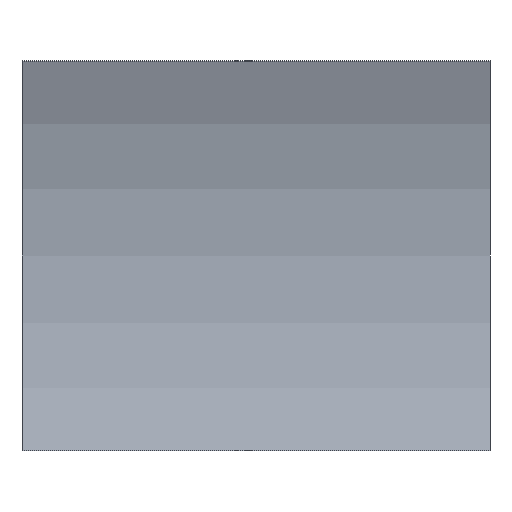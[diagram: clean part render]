
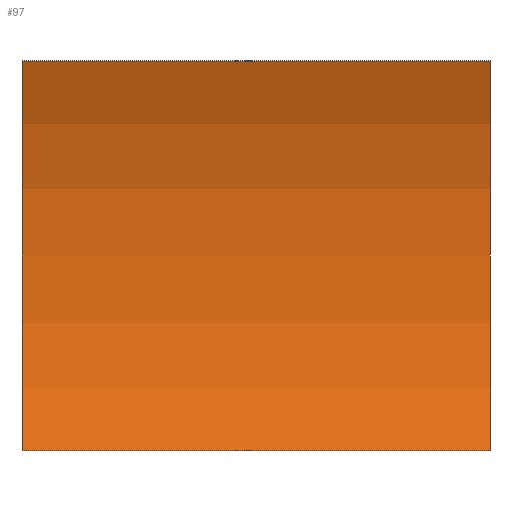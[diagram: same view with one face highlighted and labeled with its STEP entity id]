
A CAD part, left-side view. The second image highlights one B-rep face of the part: STEP entity #97.
In plain terms, the highlighted cylindrical face has radius 12.93 mm (diameter 25.86 mm), a partial arc.
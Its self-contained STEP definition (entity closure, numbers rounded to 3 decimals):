
#6 = DIRECTION ( 'NONE',  ( 0., -1., 0. ) ) ;
#9 = DIRECTION ( 'NONE',  ( 0., -1., 0. ) ) ;
#21 = AXIS2_PLACEMENT_3D ( 'NONE', #104, #6, #93 ) ;
#32 = CARTESIAN_POINT ( 'NONE',  ( -3.006, 0., 10. ) ) ;
#41 = DIRECTION ( 'NONE',  ( 0., 0., -1. ) ) ;
#42 = CARTESIAN_POINT ( 'NONE',  ( -3.006, 12., 10. ) ) ;
#46 = VECTOR ( 'NONE', #94, 1000. ) ;
#53 = VERTEX_POINT ( 'NONE', #96 ) ;
#54 = VERTEX_POINT ( 'NONE', #198 ) ;
#78 = LINE ( 'NONE', #42, #46 ) ;
#81 = CYLINDRICAL_SURFACE ( 'NONE', #188, 12.93 ) ;
#85 = LINE ( 'NONE', #137, #159 ) ;
#91 = EDGE_LOOP ( 'NONE', ( #100, #172, #124, #101 ) ) ;
#93 = DIRECTION ( 'NONE',  ( 0., 0., 1. ) ) ;
#94 = DIRECTION ( 'NONE',  ( 0., -1., 0. ) ) ;
#96 = CARTESIAN_POINT ( 'NONE',  ( -3.006, 12., 0. ) ) ;
#97 = ADVANCED_FACE ( 'NONE', ( #169 ), #81, .F. ) ;
#100 = ORIENTED_EDGE ( 'NONE', *, *, #134, .T. ) ;
#101 = ORIENTED_EDGE ( 'NONE', *, *, #147, .T. ) ;
#104 = CARTESIAN_POINT ( 'NONE',  ( -14.93, 0., 5. ) ) ;
#106 = CARTESIAN_POINT ( 'NONE',  ( -14.93, 12., 5. ) ) ;
#115 = CIRCLE ( 'NONE', #129, 12.93 ) ;
#117 = CIRCLE ( 'NONE', #21, 12.93 ) ;
#120 = VERTEX_POINT ( 'NONE', #178 ) ;
#124 = ORIENTED_EDGE ( 'NONE', *, *, #203, .F. ) ;
#129 = AXIS2_PLACEMENT_3D ( 'NONE', #106, #195, #144 ) ;
#134 = EDGE_CURVE ( 'NONE', #120, #154, #117, .T. ) ;
#137 = CARTESIAN_POINT ( 'NONE',  ( -3.006, 12., 0. ) ) ;
#144 = DIRECTION ( 'NONE',  ( 0., 0., 1. ) ) ;
#147 = EDGE_CURVE ( 'NONE', #53, #120, #85, .T. ) ;
#154 = VERTEX_POINT ( 'NONE', #32 ) ;
#159 = VECTOR ( 'NONE', #180, 1000. ) ;
#169 = FACE_OUTER_BOUND ( 'NONE', #91, .T. ) ;
#172 = ORIENTED_EDGE ( 'NONE', *, *, #190, .F. ) ;
#178 = CARTESIAN_POINT ( 'NONE',  ( -3.006, 0., 0. ) ) ;
#180 = DIRECTION ( 'NONE',  ( 0., -1., 0. ) ) ;
#188 = AXIS2_PLACEMENT_3D ( 'NONE', #197, #9, #41 ) ;
#190 = EDGE_CURVE ( 'NONE', #54, #154, #78, .T. ) ;
#195 = DIRECTION ( 'NONE',  ( 0., -1., 0. ) ) ;
#197 = CARTESIAN_POINT ( 'NONE',  ( -14.93, 12., 5. ) ) ;
#198 = CARTESIAN_POINT ( 'NONE',  ( -3.006, 12., 10. ) ) ;
#203 = EDGE_CURVE ( 'NONE', #53, #54, #115, .T. ) ;
